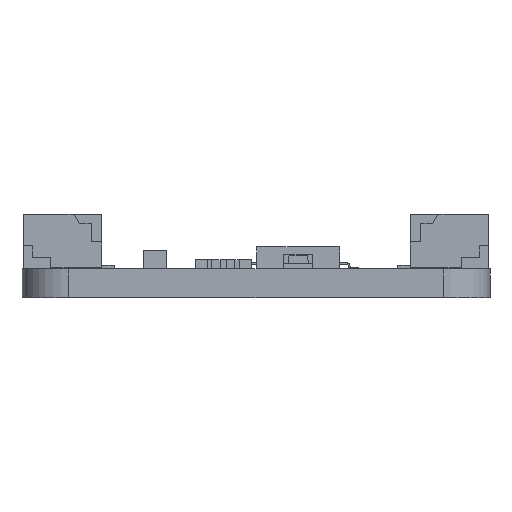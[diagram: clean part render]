
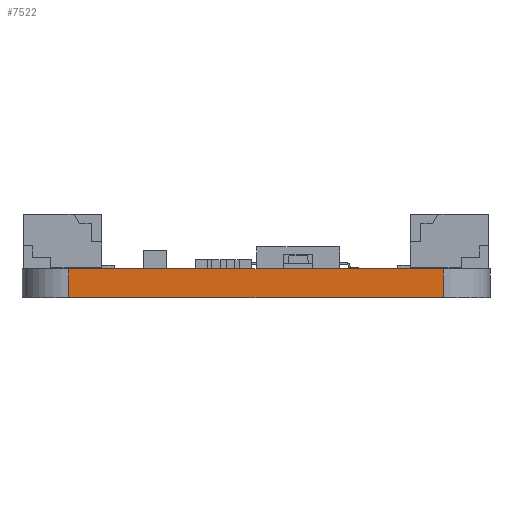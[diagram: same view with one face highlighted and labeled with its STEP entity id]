
A CAD part, front view. The second image highlights one B-rep face of the part: STEP entity #7522.
In plain terms, the highlighted planar face has unit normal (0, -1, 0).
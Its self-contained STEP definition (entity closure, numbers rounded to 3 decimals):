
#142=PLANE('',#8067);
#494=FACE_OUTER_BOUND('',#891,.T.);
#891=EDGE_LOOP('',(#5131,#5132,#5133,#5134));
#1341=LINE('',#10699,#2257);
#1342=LINE('',#10701,#2258);
#1343=LINE('',#10703,#2259);
#1344=LINE('',#10704,#2260);
#2257=VECTOR('',#8714,10.);
#2258=VECTOR('',#8715,10.);
#2259=VECTOR('',#8716,10.);
#2260=VECTOR('',#8717,10.);
#3327=VERTEX_POINT('',#10697);
#3328=VERTEX_POINT('',#10698);
#3329=VERTEX_POINT('',#10700);
#3330=VERTEX_POINT('',#10702);
#4053=EDGE_CURVE('',#3327,#3328,#1341,.T.);
#4054=EDGE_CURVE('',#3328,#3329,#1342,.T.);
#4055=EDGE_CURVE('',#3330,#3329,#1343,.T.);
#4056=EDGE_CURVE('',#3327,#3330,#1344,.T.);
#5131=ORIENTED_EDGE('',*,*,#4053,.T.);
#5132=ORIENTED_EDGE('',*,*,#4054,.T.);
#5133=ORIENTED_EDGE('',*,*,#4055,.F.);
#5134=ORIENTED_EDGE('',*,*,#4056,.F.);
#7522=ADVANCED_FACE('',(#494),#142,.T.);
#8067=AXIS2_PLACEMENT_3D('',#10696,#8712,#8713);
#8712=DIRECTION('center_axis',(0.,-1.,0.));
#8713=DIRECTION('ref_axis',(1.,0.,0.));
#8714=DIRECTION('',(1.,0.,0.));
#8715=DIRECTION('',(0.,0.,1.));
#8716=DIRECTION('',(1.,0.,0.));
#8717=DIRECTION('',(0.,0.,1.));
#10696=CARTESIAN_POINT('Origin',(2.54,0.,0.));
#10697=CARTESIAN_POINT('',(2.54,0.,0.));
#10698=CARTESIAN_POINT('',(22.86,0.,0.));
#10699=CARTESIAN_POINT('',(2.54,0.,0.));
#10700=CARTESIAN_POINT('',(22.86,0.,1.57));
#10701=CARTESIAN_POINT('',(22.86,0.,0.));
#10702=CARTESIAN_POINT('',(2.54,0.,1.57));
#10703=CARTESIAN_POINT('',(2.54,0.,1.57));
#10704=CARTESIAN_POINT('',(2.54,0.,0.));
